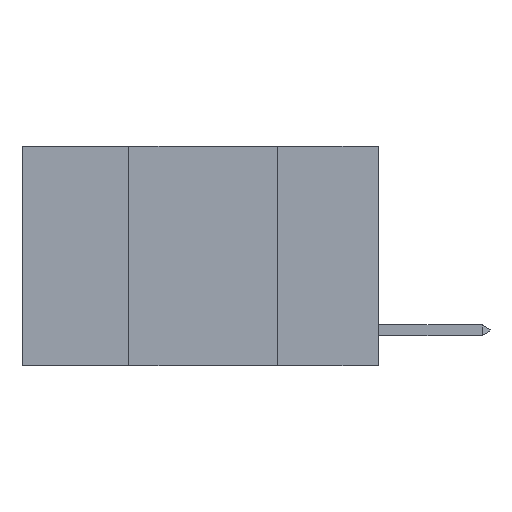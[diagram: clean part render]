
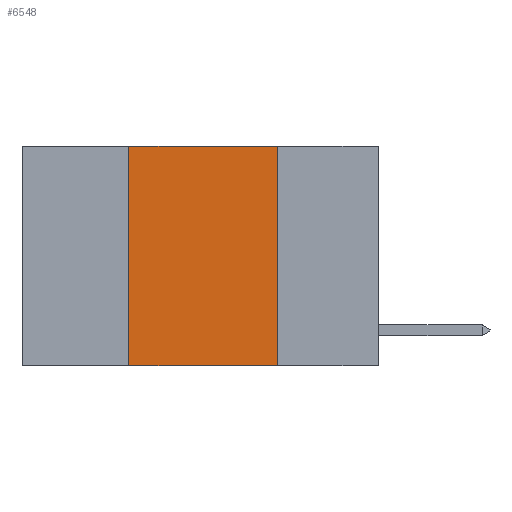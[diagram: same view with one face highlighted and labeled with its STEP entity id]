
A CAD part, left-side view. The second image highlights one B-rep face of the part: STEP entity #6548.
In plain terms, the highlighted planar face has unit normal (-1, 0, 0).
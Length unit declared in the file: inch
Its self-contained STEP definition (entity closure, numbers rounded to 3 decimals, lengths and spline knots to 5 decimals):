
#624 = VERTEX_POINT ( 'NONE', #17215 ) ;
#831 = VERTEX_POINT ( 'NONE', #20094 ) ;
#1320 = DIRECTION ( 'NONE',  ( 1., 0., 0. ) ) ;
#1571 = DIRECTION ( 'NONE',  ( 0., -1., 0. ) ) ;
#3443 = CARTESIAN_POINT ( 'NONE',  ( 0., 0.17, 0. ) ) ;
#3526 = EDGE_CURVE ( 'NONE', #624, #16264, #8213, .T. ) ;
#4756 = LINE ( 'NONE', #27554, #14856 ) ;
#6016 = FACE_OUTER_BOUND ( 'NONE', #8875, .T. ) ;
#6548 = ADVANCED_FACE ( 'NONE', ( #6016 ), #26973, .F. ) ;
#7216 = ORIENTED_EDGE ( 'NONE', *, *, #15961, .F. ) ;
#7242 = ORIENTED_EDGE ( 'NONE', *, *, #3526, .F. ) ;
#7271 = CARTESIAN_POINT ( 'NONE',  ( 0., 0.17, -0.37 ) ) ;
#7355 = VERTEX_POINT ( 'NONE', #19002 ) ;
#7916 = EDGE_CURVE ( 'NONE', #7355, #831, #27270, .T. ) ;
#8213 = LINE ( 'NONE', #3443, #25845 ) ;
#8875 = EDGE_LOOP ( 'NONE', ( #7242, #7216, #14886, #24182 ) ) ;
#10579 = DIRECTION ( 'NONE',  ( 0., -1., 0. ) ) ;
#14268 = CARTESIAN_POINT ( 'NONE',  ( 0., 0.6, 0. ) ) ;
#14386 = CARTESIAN_POINT ( 'NONE',  ( 0., 0.42, 0. ) ) ;
#14856 = VECTOR ( 'NONE', #10579, 39.37008 ) ;
#14886 = ORIENTED_EDGE ( 'NONE', *, *, #7916, .F. ) ;
#15961 = EDGE_CURVE ( 'NONE', #831, #624, #4756, .T. ) ;
#16264 = VERTEX_POINT ( 'NONE', #7271 ) ;
#16438 = DIRECTION ( 'NONE',  ( 0., 0., -1. ) ) ;
#16553 = DIRECTION ( 'NONE',  ( 0., 0., 1. ) ) ;
#17215 = CARTESIAN_POINT ( 'NONE',  ( 0., 0.17, 0. ) ) ;
#17571 = AXIS2_PLACEMENT_3D ( 'NONE', #14268, #1320, #16438 ) ;
#18498 = DIRECTION ( 'NONE',  ( 0., 0., -1. ) ) ;
#19002 = CARTESIAN_POINT ( 'NONE',  ( 0., 0.42, -0.37 ) ) ;
#20094 = CARTESIAN_POINT ( 'NONE',  ( 0., 0.42, 0. ) ) ;
#20262 = EDGE_CURVE ( 'NONE', #7355, #16264, #21104, .T. ) ;
#20340 = VECTOR ( 'NONE', #16553, 39.37008 ) ;
#20442 = VECTOR ( 'NONE', #1571, 39.37008 ) ;
#21104 = LINE ( 'NONE', #27209, #20442 ) ;
#24182 = ORIENTED_EDGE ( 'NONE', *, *, #20262, .T. ) ;
#25845 = VECTOR ( 'NONE', #18498, 39.37008 ) ;
#26973 = PLANE ( 'NONE',  #17571 ) ;
#27209 = CARTESIAN_POINT ( 'NONE',  ( 0., 0.6, -0.37 ) ) ;
#27270 = LINE ( 'NONE', #14386, #20340 ) ;
#27554 = CARTESIAN_POINT ( 'NONE',  ( 0., 0.6, 0. ) ) ;
